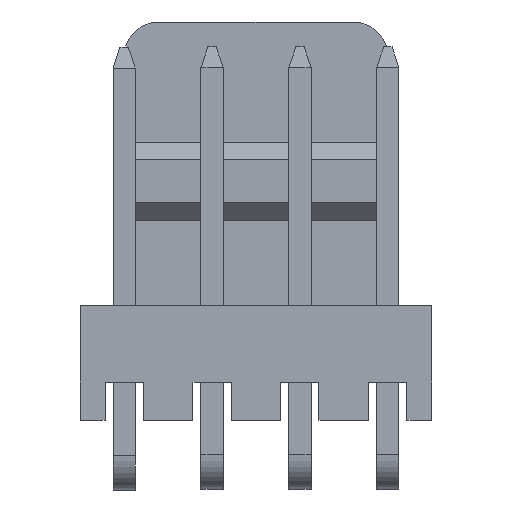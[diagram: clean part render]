
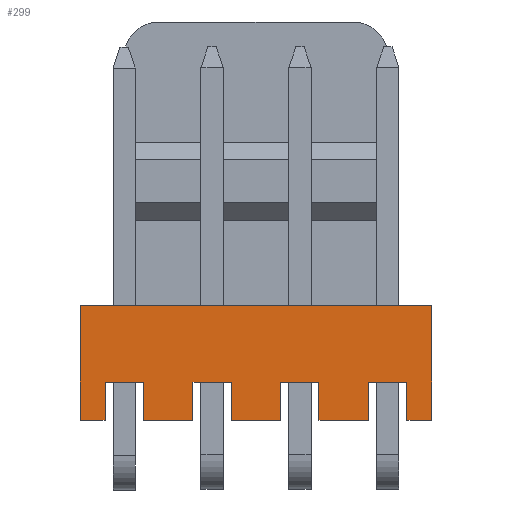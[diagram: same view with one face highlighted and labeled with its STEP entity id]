
A CAD part, front view. The second image highlights one B-rep face of the part: STEP entity #299.
In plain terms, the highlighted planar face has unit normal (0, -1, 0).
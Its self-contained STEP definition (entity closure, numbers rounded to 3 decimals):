
#299 = ADVANCED_FACE( '', ( #639 ), #640, .T. );
#639 = FACE_OUTER_BOUND( '', #1035, .T. );
#640 = PLANE( '', #1036 );
#1035 = EDGE_LOOP( '', ( #1660, #1661, #1662, #1663, #1664, #1665, #1666, #1667, #1668, #1669, #1670, #1671, #1672, #1673, #1674, #1675, #1676, #1677, #1678, #1679 ) );
#1036 = AXIS2_PLACEMENT_3D( '', #1680, #1681, #1682 );
#1660 = ORIENTED_EDGE( '', *, *, #2601, .F. );
#1661 = ORIENTED_EDGE( '', *, *, #2602, .T. );
#1662 = ORIENTED_EDGE( '', *, *, #2579, .T. );
#1663 = ORIENTED_EDGE( '', *, *, #2603, .T. );
#1664 = ORIENTED_EDGE( '', *, *, #2604, .F. );
#1665 = ORIENTED_EDGE( '', *, *, #2605, .T. );
#1666 = ORIENTED_EDGE( '', *, *, #2606, .T. );
#1667 = ORIENTED_EDGE( '', *, *, #2607, .F. );
#1668 = ORIENTED_EDGE( '', *, *, #2549, .F. );
#1669 = ORIENTED_EDGE( '', *, *, #2608, .T. );
#1670 = ORIENTED_EDGE( '', *, *, #2609, .T. );
#1671 = ORIENTED_EDGE( '', *, *, #2567, .T. );
#1672 = ORIENTED_EDGE( '', *, *, #2610, .F. );
#1673 = ORIENTED_EDGE( '', *, *, #2611, .T. );
#1674 = ORIENTED_EDGE( '', *, *, #2409, .T. );
#1675 = ORIENTED_EDGE( '', *, *, #2612, .T. );
#1676 = ORIENTED_EDGE( '', *, *, #2573, .F. );
#1677 = ORIENTED_EDGE( '', *, *, #2613, .T. );
#1678 = ORIENTED_EDGE( '', *, *, #2537, .T. );
#1679 = ORIENTED_EDGE( '', *, *, #2386, .T. );
#1680 = CARTESIAN_POINT( '', ( 5.08, -2.9, -5.75 ) );
#1681 = DIRECTION( '', ( 0., -1., 0. ) );
#1682 = DIRECTION( '', ( 0., 0., -1. ) );
#2386 = EDGE_CURVE( '', #2816, #2814, #2817, .T. );
#2409 = EDGE_CURVE( '', #2859, #2857, #2860, .T. );
#2537 = EDGE_CURVE( '', #3076, #2816, #3077, .T. );
#2549 = EDGE_CURVE( '', #3094, #3096, #3097, .T. );
#2567 = EDGE_CURVE( '', #3123, #3121, #3124, .T. );
#2573 = EDGE_CURVE( '', #3132, #3134, #3135, .T. );
#2579 = EDGE_CURVE( '', #3144, #3142, #3145, .T. );
#2601 = EDGE_CURVE( '', #3176, #2814, #3177, .T. );
#2602 = EDGE_CURVE( '', #3176, #3144, #3178, .T. );
#2603 = EDGE_CURVE( '', #3142, #3179, #3180, .T. );
#2604 = EDGE_CURVE( '', #3181, #3179, #3182, .T. );
#2605 = EDGE_CURVE( '', #3181, #3183, #3184, .T. );
#2606 = EDGE_CURVE( '', #3183, #3185, #3186, .T. );
#2607 = EDGE_CURVE( '', #3096, #3185, #3187, .T. );
#2608 = EDGE_CURVE( '', #3094, #3188, #3189, .T. );
#2609 = EDGE_CURVE( '', #3188, #3123, #3190, .T. );
#2610 = EDGE_CURVE( '', #3191, #3121, #3192, .T. );
#2611 = EDGE_CURVE( '', #3191, #2859, #3193, .T. );
#2612 = EDGE_CURVE( '', #2857, #3134, #3194, .T. );
#2613 = EDGE_CURVE( '', #3132, #3076, #3195, .T. );
#2814 = VERTEX_POINT( '', #3438 );
#2816 = VERTEX_POINT( '', #3441 );
#2817 = LINE( '', #3442, #3443 );
#2857 = VERTEX_POINT( '', #3501 );
#2859 = VERTEX_POINT( '', #3504 );
#2860 = LINE( '', #3505, #3506 );
#3076 = VERTEX_POINT( '', #3824 );
#3077 = LINE( '', #3825, #3826 );
#3094 = VERTEX_POINT( '', #3851 );
#3096 = VERTEX_POINT( '', #3854 );
#3097 = LINE( '', #3855, #3856 );
#3121 = VERTEX_POINT( '', #3891 );
#3123 = VERTEX_POINT( '', #3894 );
#3124 = LINE( '', #3895, #3896 );
#3132 = VERTEX_POINT( '', #3907 );
#3134 = VERTEX_POINT( '', #3910 );
#3135 = LINE( '', #3911, #3912 );
#3142 = VERTEX_POINT( '', #3922 );
#3144 = VERTEX_POINT( '', #3925 );
#3145 = LINE( '', #3926, #3927 );
#3176 = VERTEX_POINT( '', #3974 );
#3177 = LINE( '', #3975, #3976 );
#3178 = LINE( '', #3977, #3978 );
#3179 = VERTEX_POINT( '', #3979 );
#3180 = LINE( '', #3980, #3981 );
#3181 = VERTEX_POINT( '', #3982 );
#3182 = LINE( '', #3983, #3984 );
#3183 = VERTEX_POINT( '', #3985 );
#3184 = LINE( '', #3986, #3987 );
#3185 = VERTEX_POINT( '', #3988 );
#3186 = LINE( '', #3989, #3990 );
#3187 = LINE( '', #3991, #3992 );
#3188 = VERTEX_POINT( '', #3993 );
#3189 = LINE( '', #3994, #3995 );
#3190 = LINE( '', #3996, #3997 );
#3191 = VERTEX_POINT( '', #3998 );
#3192 = LINE( '', #3999, #4000 );
#3193 = LINE( '', #4001, #4002 );
#3194 = LINE( '', #4003, #4004 );
#3195 = LINE( '', #4005, #4006 );
#3438 = CARTESIAN_POINT( '', ( 1.82, -2.9, -5.75 ) );
#3441 = CARTESIAN_POINT( '', ( 1.82, -2.9, -4.65 ) );
#3442 = CARTESIAN_POINT( '', ( 1.82, -2.9, -4.65 ) );
#3443 = VECTOR( '', #4359, 1000. );
#3501 = CARTESIAN_POINT( '', ( -0.72, -2.9, -4.65 ) );
#3504 = CARTESIAN_POINT( '', ( -1.82, -2.9, -4.65 ) );
#3505 = CARTESIAN_POINT( '', ( -1.82, -2.9, -4.65 ) );
#3506 = VECTOR( '', #4379, 1000. );
#3824 = CARTESIAN_POINT( '', ( 0.72, -2.9, -4.65 ) );
#3825 = CARTESIAN_POINT( '', ( 0.72, -2.9, -4.65 ) );
#3826 = VECTOR( '', #4482, 1000. );
#3851 = CARTESIAN_POINT( '', ( -4.36, -2.9, -5.75 ) );
#3854 = CARTESIAN_POINT( '', ( -5.08, -2.9, -5.75 ) );
#3855 = CARTESIAN_POINT( '', ( 5.08, -2.9, -5.75 ) );
#3856 = VECTOR( '', #4492, 1000. );
#3891 = CARTESIAN_POINT( '', ( -3.26, -2.9, -5.75 ) );
#3894 = CARTESIAN_POINT( '', ( -3.26, -2.9, -4.65 ) );
#3895 = CARTESIAN_POINT( '', ( -3.26, -2.9, -4.65 ) );
#3896 = VECTOR( '', #4505, 1000. );
#3907 = CARTESIAN_POINT( '', ( 0.72, -2.9, -5.75 ) );
#3910 = CARTESIAN_POINT( '', ( -0.72, -2.9, -5.75 ) );
#3911 = CARTESIAN_POINT( '', ( 5.08, -2.9, -5.75 ) );
#3912 = VECTOR( '', #4510, 1000. );
#3922 = CARTESIAN_POINT( '', ( 4.36, -2.9, -4.65 ) );
#3925 = CARTESIAN_POINT( '', ( 3.26, -2.9, -4.65 ) );
#3926 = CARTESIAN_POINT( '', ( 3.26, -2.9, -4.65 ) );
#3927 = VECTOR( '', #4515, 1000. );
#3974 = CARTESIAN_POINT( '', ( 3.26, -2.9, -5.75 ) );
#3975 = CARTESIAN_POINT( '', ( 5.08, -2.9, -5.75 ) );
#3976 = VECTOR( '', #4532, 1000. );
#3977 = CARTESIAN_POINT( '', ( 3.26, -2.9, -5.75 ) );
#3978 = VECTOR( '', #4533, 1000. );
#3979 = CARTESIAN_POINT( '', ( 4.36, -2.9, -5.75 ) );
#3980 = CARTESIAN_POINT( '', ( 4.36, -2.9, -4.65 ) );
#3981 = VECTOR( '', #4534, 1000. );
#3982 = CARTESIAN_POINT( '', ( 5.08, -2.9, -5.75 ) );
#3983 = CARTESIAN_POINT( '', ( 5.08, -2.9, -5.75 ) );
#3984 = VECTOR( '', #4535, 1000. );
#3985 = CARTESIAN_POINT( '', ( 5.08, -2.9, -2.45 ) );
#3986 = CARTESIAN_POINT( '', ( 5.08, -2.9, -5.75 ) );
#3987 = VECTOR( '', #4536, 1000. );
#3988 = CARTESIAN_POINT( '', ( -5.08, -2.9, -2.45 ) );
#3989 = CARTESIAN_POINT( '', ( 5.08, -2.9, -2.45 ) );
#3990 = VECTOR( '', #4537, 1000. );
#3991 = CARTESIAN_POINT( '', ( -5.08, -2.9, -5.75 ) );
#3992 = VECTOR( '', #4538, 1000. );
#3993 = CARTESIAN_POINT( '', ( -4.36, -2.9, -4.65 ) );
#3994 = CARTESIAN_POINT( '', ( -4.36, -2.9, -5.75 ) );
#3995 = VECTOR( '', #4539, 1000. );
#3996 = CARTESIAN_POINT( '', ( -4.36, -2.9, -4.65 ) );
#3997 = VECTOR( '', #4540, 1000. );
#3998 = CARTESIAN_POINT( '', ( -1.82, -2.9, -5.75 ) );
#3999 = CARTESIAN_POINT( '', ( 5.08, -2.9, -5.75 ) );
#4000 = VECTOR( '', #4541, 1000. );
#4001 = CARTESIAN_POINT( '', ( -1.82, -2.9, -5.75 ) );
#4002 = VECTOR( '', #4542, 1000. );
#4003 = CARTESIAN_POINT( '', ( -0.72, -2.9, -4.65 ) );
#4004 = VECTOR( '', #4543, 1000. );
#4005 = CARTESIAN_POINT( '', ( 0.72, -2.9, -5.75 ) );
#4006 = VECTOR( '', #4544, 1000. );
#4359 = DIRECTION( '', ( 0., 0., -1. ) );
#4379 = DIRECTION( '', ( 1., 0., 0. ) );
#4482 = DIRECTION( '', ( 1., 0., 0. ) );
#4492 = DIRECTION( '', ( -1., 0., 0. ) );
#4505 = DIRECTION( '', ( 0., 0., -1. ) );
#4510 = DIRECTION( '', ( -1., 0., 0. ) );
#4515 = DIRECTION( '', ( 1., 0., 0. ) );
#4532 = DIRECTION( '', ( -1., 0., 0. ) );
#4533 = DIRECTION( '', ( 0., 0., 1. ) );
#4534 = DIRECTION( '', ( 0., 0., -1. ) );
#4535 = DIRECTION( '', ( -1., 0., 0. ) );
#4536 = DIRECTION( '', ( 0., 0., 1. ) );
#4537 = DIRECTION( '', ( -1., 0., 0. ) );
#4538 = DIRECTION( '', ( 0., 0., 1. ) );
#4539 = DIRECTION( '', ( 0., 0., 1. ) );
#4540 = DIRECTION( '', ( 1., 0., 0. ) );
#4541 = DIRECTION( '', ( -1., 0., 0. ) );
#4542 = DIRECTION( '', ( 0., 0., 1. ) );
#4543 = DIRECTION( '', ( 0., 0., -1. ) );
#4544 = DIRECTION( '', ( 0., 0., 1. ) );
